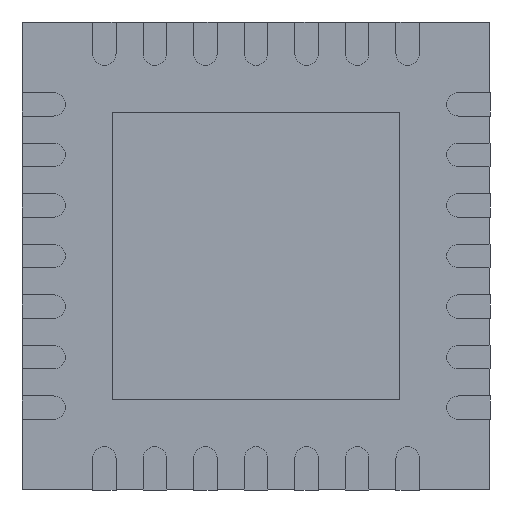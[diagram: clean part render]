
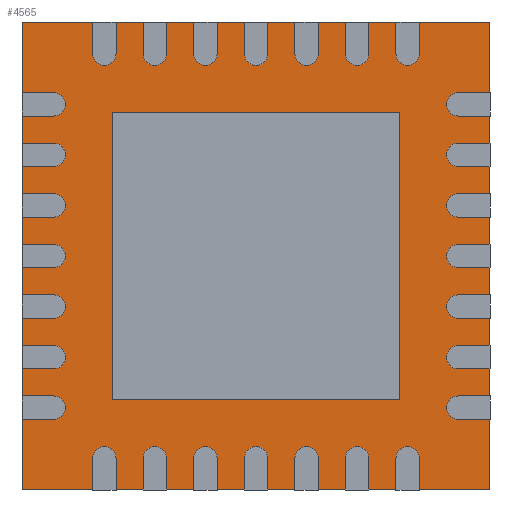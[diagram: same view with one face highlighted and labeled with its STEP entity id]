
A CAD part, front view. The second image highlights one B-rep face of the part: STEP entity #4565.
In plain terms, the highlighted planar face has unit normal (0, -1, 0).
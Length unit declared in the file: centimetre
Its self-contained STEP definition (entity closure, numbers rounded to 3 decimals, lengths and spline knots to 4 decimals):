
#520 = DIRECTION ( 'NONE',  ( 0., 1., 0. ) ) ;
#525 = LINE ( 'NONE', #2156, #4978 ) ;
#544 = PLANE ( 'NONE',  #3653 ) ;
#675 = ORIENTED_EDGE ( 'NONE', *, *, #3739, .F. ) ;
#746 = DIRECTION ( 'NONE',  ( 0., 0., -1. ) ) ;
#894 = VECTOR ( 'NONE', #4139, 100. ) ;
#1246 = EDGE_CURVE ( 'NONE', #1730, #2628, #525, .T. ) ;
#1274 = VERTEX_POINT ( 'NONE', #1389 ) ;
#1389 = CARTESIAN_POINT ( 'NONE',  ( 0.3, 0.005, 0.3 ) ) ;
#1600 = DIRECTION ( 'NONE',  ( 1., 0., 0. ) ) ;
#1730 = VERTEX_POINT ( 'NONE', #3959 ) ;
#1860 = ORIENTED_EDGE ( 'NONE', *, *, #5313, .F. ) ;
#1910 = VECTOR ( 'NONE', #746, 100. ) ;
#1979 = CARTESIAN_POINT ( 'NONE',  ( -0.3, 0.005, 0.3 ) ) ;
#2156 = CARTESIAN_POINT ( 'NONE',  ( -0.3, 0.005, -0.3 ) ) ;
#2209 = DIRECTION ( 'NONE',  ( 0., 0., 1. ) ) ;
#2403 = LINE ( 'NONE', #2843, #1910 ) ;
#2467 = LINE ( 'NONE', #4455, #894 ) ;
#2556 = DIRECTION ( 'NONE',  ( 0., 0., 1. ) ) ;
#2628 = VERTEX_POINT ( 'NONE', #5159 ) ;
#2647 = VERTEX_POINT ( 'NONE', #3129 ) ;
#2763 = EDGE_CURVE ( 'NONE', #2628, #1274, #4112, .T. ) ;
#2843 = CARTESIAN_POINT ( 'NONE',  ( 0.3, 0.005, 0.3 ) ) ;
#2964 = CARTESIAN_POINT ( 'NONE',  ( 0., 0.005, 0. ) ) ;
#3018 = FACE_OUTER_BOUND ( 'NONE', #3424, .T. ) ;
#3129 = CARTESIAN_POINT ( 'NONE',  ( 0.3, 0.005, -0.3 ) ) ;
#3359 = VECTOR ( 'NONE', #1600, 100. ) ;
#3424 = EDGE_LOOP ( 'NONE', ( #675, #3753, #4162, #1860 ) ) ;
#3653 = AXIS2_PLACEMENT_3D ( 'NONE', #2964, #520, #2209 ) ;
#3739 = EDGE_CURVE ( 'NONE', #1274, #2647, #2403, .T. ) ;
#3753 = ORIENTED_EDGE ( 'NONE', *, *, #2763, .F. ) ;
#3959 = CARTESIAN_POINT ( 'NONE',  ( -0.3, 0.005, -0.3 ) ) ;
#4112 = LINE ( 'NONE', #1979, #3359 ) ;
#4139 = DIRECTION ( 'NONE',  ( -1., 0., 0. ) ) ;
#4162 = ORIENTED_EDGE ( 'NONE', *, *, #1246, .F. ) ;
#4455 = CARTESIAN_POINT ( 'NONE',  ( 0.3, 0.005, -0.3 ) ) ;
#4565 = ADVANCED_FACE ( 'NONE', ( #3018 ), #544, .F. ) ;
#4978 = VECTOR ( 'NONE', #2556, 100. ) ;
#5159 = CARTESIAN_POINT ( 'NONE',  ( -0.3, 0.005, 0.3 ) ) ;
#5313 = EDGE_CURVE ( 'NONE', #2647, #1730, #2467, .T. ) ;
